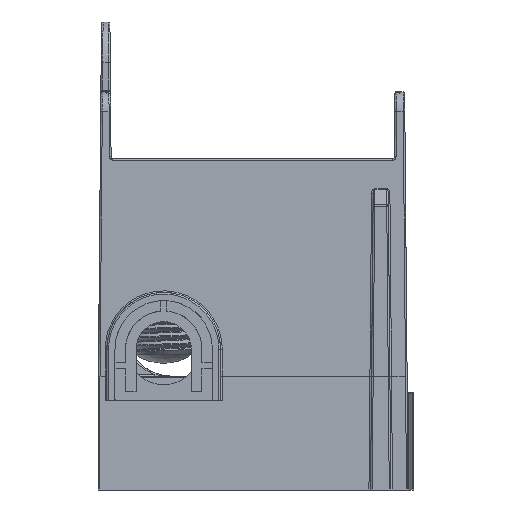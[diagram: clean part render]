
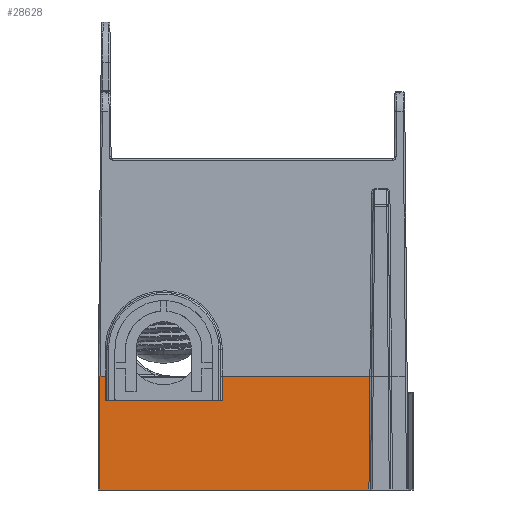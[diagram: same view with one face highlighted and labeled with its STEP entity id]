
A CAD part, left-side view. The second image highlights one B-rep face of the part: STEP entity #28628.
In plain terms, the highlighted planar face has unit normal (-1, 0, 0.018).
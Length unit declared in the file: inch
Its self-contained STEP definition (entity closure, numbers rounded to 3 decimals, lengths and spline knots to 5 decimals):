
#891 = DIRECTION ( 'NONE',  ( -0.017, 0.009, -1. ) ) ;
#1034 = VERTEX_POINT ( 'NONE', #44052 ) ;
#1796 = DIRECTION ( 'NONE',  ( -1., 0., 0.017 ) ) ;
#3089 = EDGE_CURVE ( 'NONE', #19327, #42979, #26686, .T. ) ;
#3223 = DIRECTION ( 'NONE',  ( 0.017, 0., 1. ) ) ;
#4014 = LINE ( 'NONE', #20051, #18315 ) ;
#5662 = ORIENTED_EDGE ( 'NONE', *, *, #14771, .T. ) ;
#6003 = FACE_OUTER_BOUND ( 'NONE', #35958, .T. ) ;
#6353 = EDGE_CURVE ( 'NONE', #22356, #7601, #20353, .T. ) ;
#7317 = ORIENTED_EDGE ( 'NONE', *, *, #33505, .F. ) ;
#7601 = VERTEX_POINT ( 'NONE', #18030 ) ;
#7741 = DIRECTION ( 'NONE',  ( 0., -1., 0. ) ) ;
#8394 = VERTEX_POINT ( 'NONE', #42817 ) ;
#8535 = EDGE_CURVE ( 'NONE', #47101, #20523, #4014, .T. ) ;
#8799 = CARTESIAN_POINT ( 'NONE',  ( -2.4904, 0.848, 0.55 ) ) ;
#9151 = ORIENTED_EDGE ( 'NONE', *, *, #24617, .T. ) ;
#9261 = CARTESIAN_POINT ( 'NONE',  ( -2.4904, 0.248, 0.55 ) ) ;
#9895 = VERTEX_POINT ( 'NONE', #23670 ) ;
#11107 = CARTESIAN_POINT ( 'NONE',  ( -2.4904, 0.84386, 0.55 ) ) ;
#11383 = ORIENTED_EDGE ( 'NONE', *, *, #16152, .F. ) ;
#11618 = CARTESIAN_POINT ( 'NONE',  ( -2.49023, 0.848, 0.56 ) ) ;
#12459 = CARTESIAN_POINT ( 'NONE',  ( -2.49389, 0.94306, 0.35 ) ) ;
#13635 = PLANE ( 'NONE',  #38883 ) ;
#13782 = VERTEX_POINT ( 'NONE', #27529 ) ;
#13996 = CARTESIAN_POINT ( 'NONE',  ( -2.48778, 0.94, 0.7 ) ) ;
#14194 = ORIENTED_EDGE ( 'NONE', *, *, #31038, .T. ) ;
#14221 = CARTESIAN_POINT ( 'NONE',  ( -2.5, 0.248, 0. ) ) ;
#14739 = EDGE_CURVE ( 'NONE', #31959, #42979, #33849, .T. ) ;
#14771 = EDGE_CURVE ( 'NONE', #8394, #31322, #35780, .T. ) ;
#15547 = VECTOR ( 'NONE', #891, 39.37008 ) ;
#15820 = CARTESIAN_POINT ( 'NONE',  ( -2.49023, 0.248, 0.56 ) ) ;
#16133 = CARTESIAN_POINT ( 'NONE',  ( -2.49023, 0.848, 0.56 ) ) ;
#16152 = EDGE_CURVE ( 'NONE', #1034, #47101, #45031, .T. ) ;
#16511 = EDGE_CURVE ( 'NONE', #31959, #43757, #30177, .T. ) ;
#17694 = ORIENTED_EDGE ( 'NONE', *, *, #20698, .F. ) ;
#17972 = LINE ( 'NONE', #46363, #27415 ) ;
#18030 = CARTESIAN_POINT ( 'NONE',  ( -2.5, 0.94611, 0. ) ) ;
#18315 = VECTOR ( 'NONE', #19288, 39.37008 ) ;
#18524 = DIRECTION ( 'NONE',  ( 0.017, 0., 1. ) ) ;
#19288 = DIRECTION ( 'NONE',  ( 0., -1., 0. ) ) ;
#19327 = VERTEX_POINT ( 'NONE', #8799 ) ;
#19517 = CARTESIAN_POINT ( 'NONE',  ( -2.4904, 0.838, 0.55 ) ) ;
#19559 = CARTESIAN_POINT ( 'NONE',  ( -2.48778, -0.72111, 0.70009 ) ) ;
#20051 = CARTESIAN_POINT ( 'NONE',  ( -2.4904, 0.95, 0.55 ) ) ;
#20261 = CARTESIAN_POINT ( 'NONE',  ( -2.49033, 0.248, 0.55414 ) ) ;
#20353 = LINE ( 'NONE', #12459, #15547 ) ;
#20523 = VERTEX_POINT ( 'NONE', #49795 ) ;
#20677 = ORIENTED_EDGE ( 'NONE', *, *, #14739, .T. ) ;
#20698 = EDGE_CURVE ( 'NONE', #8394, #19327, #43755, .T. ) ;
#22287 = DIRECTION ( 'NONE',  ( 0., -1., 0. ) ) ;
#22356 = VERTEX_POINT ( 'NONE', #13996 ) ;
#22389 = DIRECTION ( 'NONE',  ( -0.017, 0., -1. ) ) ;
#22478 = CARTESIAN_POINT ( 'NONE',  ( -2.4904, 0.95, 0.55 ) ) ;
#22849 = CARTESIAN_POINT ( 'NONE',  ( -2.48778, 0.908, 0.7 ) ) ;
#22962 = VECTOR ( 'NONE', #35323, 39.37008 ) ;
#23498 = CARTESIAN_POINT ( 'NONE',  ( -2.5, 0.848, 0. ) ) ;
#23670 = CARTESIAN_POINT ( 'NONE',  ( -2.48778, -0.72111, 0.7 ) ) ;
#24617 = EDGE_CURVE ( 'NONE', #7601, #13782, #17972, .T. ) ;
#25308 = VECTOR ( 'NONE', #48887, 39.37008 ) ;
#25719 = CARTESIAN_POINT ( 'NONE',  ( -2.5, 0.95, 0. ) ) ;
#26681 = LINE ( 'NONE', #19559, #22962 ) ;
#26686 = LINE ( 'NONE', #23498, #50891 ) ;
#27137 = CARTESIAN_POINT ( 'NONE',  ( -2.49033, 0.848, 0.55414 ) ) ;
#27415 = VECTOR ( 'NONE', #37700, 39.37008 ) ;
#27529 = CARTESIAN_POINT ( 'NONE',  ( -2.5, -0.715, 0. ) ) ;
#27653 = CARTESIAN_POINT ( 'NONE',  ( -2.48778, 0.908, 0.7 ) ) ;
#28147 = CARTESIAN_POINT ( 'NONE',  ( -2.4904, 0.258, 0.55 ) ) ;
#28628 = ADVANCED_FACE ( 'NONE', ( #6003 ), #13635, .T. ) ;
#28746 = DIRECTION ( 'NONE',  ( -0.017, 0., -1. ) ) ;
#28917 = CARTESIAN_POINT ( 'NONE',  ( -2.48778, 0., 0.7 ) ) ;
#29517 =( BOUNDED_CURVE ( )  B_SPLINE_CURVE ( 3, ( #15820, #20261, #47870, #28147 ),
 .UNSPECIFIED., .F., .T. ) 
 B_SPLINE_CURVE_WITH_KNOTS ( ( 4, 4 ),
 ( 4.71239, 6.28319 ),
 .UNSPECIFIED. ) 
 CURVE ( )  GEOMETRIC_REPRESENTATION_ITEM ( )  RATIONAL_B_SPLINE_CURVE ( ( 1., 0.805, 0.805, 1. ) ) 
 REPRESENTATION_ITEM ( '' )  );
#29983 = ORIENTED_EDGE ( 'NONE', *, *, #16511, .F. ) ;
#30177 = LINE ( 'NONE', #38066, #49077 ) ;
#31038 = EDGE_CURVE ( 'NONE', #13782, #9895, #26681, .T. ) ;
#31322 = VERTEX_POINT ( 'NONE', #22849 ) ;
#31357 = ORIENTED_EDGE ( 'NONE', *, *, #37866, .T. ) ;
#31959 = VERTEX_POINT ( 'NONE', #34763 ) ;
#32987 = CARTESIAN_POINT ( 'NONE',  ( -2.4904, 0.258, 0.55 ) ) ;
#33505 = EDGE_CURVE ( 'NONE', #22356, #31322, #36853, .T. ) ;
#33586 = DIRECTION ( 'NONE',  ( 0.017, 0., 1. ) ) ;
#33675 = CARTESIAN_POINT ( 'NONE',  ( -2.4904, 0.188, 0.55 ) ) ;
#33849 =( BOUNDED_CURVE ( )  B_SPLINE_CURVE ( 3, ( #19517, #11107, #27137, #11618 ),
 .UNSPECIFIED., .F., .F. ) 
 B_SPLINE_CURVE_WITH_KNOTS ( ( 4, 4 ),
 ( 0., 1.5708 ),
 .UNSPECIFIED. ) 
 CURVE ( )  GEOMETRIC_REPRESENTATION_ITEM ( )  RATIONAL_B_SPLINE_CURVE ( ( 1., 0.805, 0.805, 1. ) ) 
 REPRESENTATION_ITEM ( '' )  );
#33930 = LINE ( 'NONE', #33675, #38382 ) ;
#34307 = VERTEX_POINT ( 'NONE', #45391 ) ;
#34763 = CARTESIAN_POINT ( 'NONE',  ( -2.4904, 0.838, 0.55 ) ) ;
#35050 = EDGE_CURVE ( 'NONE', #1034, #43757, #29517, .T. ) ;
#35323 = DIRECTION ( 'NONE',  ( 0.017, -0.009, 1. ) ) ;
#35780 = LINE ( 'NONE', #27653, #46685 ) ;
#35958 = EDGE_LOOP ( 'NONE', ( #9151, #14194, #37278, #31357, #41210, #11383, #45478, #29983, #20677, #42269, #17694, #5662, #7317, #41693 ) ) ;
#36853 = LINE ( 'NONE', #44733, #43268 ) ;
#37278 = ORIENTED_EDGE ( 'NONE', *, *, #43395, .F. ) ;
#37645 = DIRECTION ( 'NONE',  ( 0., -1., 0. ) ) ;
#37700 = DIRECTION ( 'NONE',  ( 0., -1., 0. ) ) ;
#37866 = EDGE_CURVE ( 'NONE', #34307, #20523, #33930, .T. ) ;
#38066 = CARTESIAN_POINT ( 'NONE',  ( -2.4904, 0.95, 0.55 ) ) ;
#38382 = VECTOR ( 'NONE', #22389, 39.37008 ) ;
#38883 = AXIS2_PLACEMENT_3D ( 'NONE', #25719, #1796, #33586 ) ;
#41210 = ORIENTED_EDGE ( 'NONE', *, *, #8535, .F. ) ;
#41693 = ORIENTED_EDGE ( 'NONE', *, *, #6353, .T. ) ;
#42269 = ORIENTED_EDGE ( 'NONE', *, *, #3089, .F. ) ;
#42817 = CARTESIAN_POINT ( 'NONE',  ( -2.4904, 0.908, 0.55 ) ) ;
#42979 = VERTEX_POINT ( 'NONE', #16133 ) ;
#43268 = VECTOR ( 'NONE', #37645, 39.37008 ) ;
#43395 = EDGE_CURVE ( 'NONE', #34307, #9895, #48375, .T. ) ;
#43755 = LINE ( 'NONE', #22478, #48684 ) ;
#43757 = VERTEX_POINT ( 'NONE', #32987 ) ;
#44052 = CARTESIAN_POINT ( 'NONE',  ( -2.49023, 0.248, 0.56 ) ) ;
#44733 = CARTESIAN_POINT ( 'NONE',  ( -2.48778, 0., 0.7 ) ) ;
#45031 = LINE ( 'NONE', #14221, #47535 ) ;
#45391 = CARTESIAN_POINT ( 'NONE',  ( -2.48778, 0.188, 0.7 ) ) ;
#45478 = ORIENTED_EDGE ( 'NONE', *, *, #35050, .T. ) ;
#46363 = CARTESIAN_POINT ( 'NONE',  ( -2.5, 0.95, 0. ) ) ;
#46685 = VECTOR ( 'NONE', #3223, 39.37008 ) ;
#47101 = VERTEX_POINT ( 'NONE', #9261 ) ;
#47535 = VECTOR ( 'NONE', #28746, 39.37008 ) ;
#47870 = CARTESIAN_POINT ( 'NONE',  ( -2.4904, 0.25214, 0.55 ) ) ;
#48375 = LINE ( 'NONE', #28917, #25308 ) ;
#48684 = VECTOR ( 'NONE', #7741, 39.37008 ) ;
#48887 = DIRECTION ( 'NONE',  ( 0., -1., 0. ) ) ;
#49077 = VECTOR ( 'NONE', #22287, 39.37008 ) ;
#49795 = CARTESIAN_POINT ( 'NONE',  ( -2.4904, 0.188, 0.55 ) ) ;
#50891 = VECTOR ( 'NONE', #18524, 39.37008 ) ;
